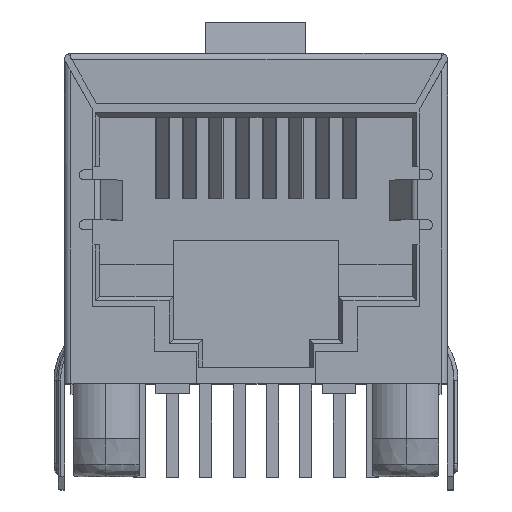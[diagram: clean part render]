
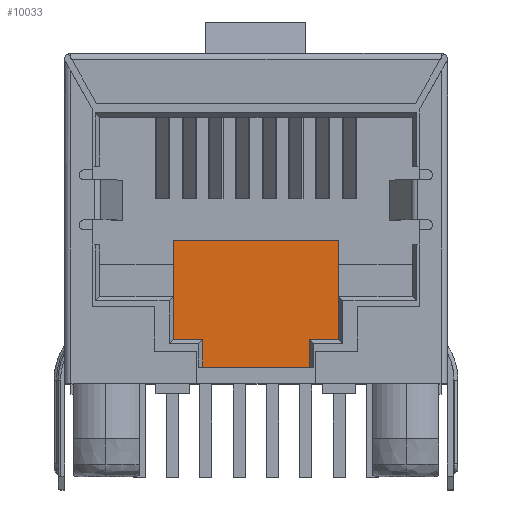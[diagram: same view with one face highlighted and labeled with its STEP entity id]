
A CAD part, top view. The second image highlights one B-rep face of the part: STEP entity #10033.
In plain terms, the highlighted planar face has unit normal (0, 0, 1).
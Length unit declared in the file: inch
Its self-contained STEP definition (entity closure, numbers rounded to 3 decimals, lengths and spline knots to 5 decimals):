
#103 = EDGE_CURVE ( 'NONE', #7712, #3121, #17200, .T. ) ;
#209 = EDGE_LOOP ( 'NONE', ( #13880, #10605, #400, #10656, #600, #16000, #17214, #3329 ) ) ;
#400 = ORIENTED_EDGE ( 'NONE', *, *, #13101, .T. ) ;
#600 = ORIENTED_EDGE ( 'NONE', *, *, #6547, .T. ) ;
#924 = DIRECTION ( 'NONE',  ( 0., 0., 1. ) ) ;
#1067 = DIRECTION ( 'NONE',  ( 0., 1., 0. ) ) ;
#2197 = CARTESIAN_POINT ( 'NONE',  ( 0.124, -0.1671, -0.12762 ) ) ;
#2340 = LINE ( 'NONE', #16397, #17414 ) ;
#2345 = VECTOR ( 'NONE', #8763, 39.37008 ) ;
#2628 = CARTESIAN_POINT ( 'NONE',  ( -0.23445, -0.09947, -0.12762 ) ) ;
#2874 = AXIS2_PLACEMENT_3D ( 'NONE', #6761, #924, #12631 ) ;
#3121 = VERTEX_POINT ( 'NONE', #2628 ) ;
#3329 = ORIENTED_EDGE ( 'NONE', *, *, #18169, .T. ) ;
#3420 = LINE ( 'NONE', #2197, #6817 ) ;
#3935 = EDGE_CURVE ( 'NONE', #3121, #5790, #18127, .T. ) ;
#4975 = LINE ( 'NONE', #16111, #11145 ) ;
#5790 = VERTEX_POINT ( 'NONE', #15516 ) ;
#5908 = DIRECTION ( 'NONE',  ( 0., -1., 0. ) ) ;
#6191 = VERTEX_POINT ( 'NONE', #9813 ) ;
#6462 = DIRECTION ( 'NONE',  ( 0., 1., 0. ) ) ;
#6547 = EDGE_CURVE ( 'NONE', #14181, #7712, #2340, .T. ) ;
#6761 = CARTESIAN_POINT ( 'NONE',  ( -0.23445, -0.1671, -0.12762 ) ) ;
#6817 = VECTOR ( 'NONE', #1067, 39.37008 ) ;
#7146 = DIRECTION ( 'NONE',  ( 1., 0., 0. ) ) ;
#7312 = EDGE_CURVE ( 'NONE', #6191, #12192, #13995, .T. ) ;
#7712 = VERTEX_POINT ( 'NONE', #12735 ) ;
#7868 = VECTOR ( 'NONE', #10829, 39.37008 ) ;
#8763 = DIRECTION ( 'NONE',  ( -1., 0., 0. ) ) ;
#8938 = CARTESIAN_POINT ( 'NONE',  ( -0.23445, -0.09947, -0.12762 ) ) ;
#8998 = FACE_OUTER_BOUND ( 'NONE', #209, .T. ) ;
#9196 = DIRECTION ( 'NONE',  ( -1., 0., 0. ) ) ;
#9813 = CARTESIAN_POINT ( 'NONE',  ( 0.225, -0.09947, -0.12762 ) ) ;
#10033 = ADVANCED_FACE ( 'NONE', ( #8998 ), #12515, .T. ) ;
#10317 = CARTESIAN_POINT ( 'NONE',  ( 0.225, -0.1671, -0.12762 ) ) ;
#10605 = ORIENTED_EDGE ( 'NONE', *, *, #7312, .T. ) ;
#10656 = ORIENTED_EDGE ( 'NONE', *, *, #11437, .T. ) ;
#10829 = DIRECTION ( 'NONE',  ( 0., -1., 0. ) ) ;
#11032 = LINE ( 'NONE', #12285, #18724 ) ;
#11145 = VECTOR ( 'NONE', #17770, 39.37008 ) ;
#11437 = EDGE_CURVE ( 'NONE', #17672, #14181, #4975, .T. ) ;
#11604 = VECTOR ( 'NONE', #7146, 39.37008 ) ;
#12192 = VERTEX_POINT ( 'NONE', #15085 ) ;
#12285 = CARTESIAN_POINT ( 'NONE',  ( 0.225, -0.1671, -0.12762 ) ) ;
#12515 = PLANE ( 'NONE',  #2874 ) ;
#12631 = DIRECTION ( 'NONE',  ( 1., 0., 0. ) ) ;
#12735 = CARTESIAN_POINT ( 'NONE',  ( -0.124, -0.09947, -0.12762 ) ) ;
#12899 = CARTESIAN_POINT ( 'NONE',  ( -0.23445, -0.1671, -0.12762 ) ) ;
#12909 = VERTEX_POINT ( 'NONE', #10317 ) ;
#13101 = EDGE_CURVE ( 'NONE', #12192, #17672, #3420, .T. ) ;
#13249 = CARTESIAN_POINT ( 'NONE',  ( 0.124, 0.02434, -0.12762 ) ) ;
#13880 = ORIENTED_EDGE ( 'NONE', *, *, #15513, .T. ) ;
#13995 = LINE ( 'NONE', #8938, #15367 ) ;
#14181 = VERTEX_POINT ( 'NONE', #15549 ) ;
#14466 = CARTESIAN_POINT ( 'NONE',  ( -0.23445, -0.09947, -0.12762 ) ) ;
#15085 = CARTESIAN_POINT ( 'NONE',  ( 0.124, -0.09947, -0.12762 ) ) ;
#15367 = VECTOR ( 'NONE', #9196, 39.37008 ) ;
#15513 = EDGE_CURVE ( 'NONE', #12909, #6191, #11032, .T. ) ;
#15516 = CARTESIAN_POINT ( 'NONE',  ( -0.23445, -0.1671, -0.12762 ) ) ;
#15549 = CARTESIAN_POINT ( 'NONE',  ( -0.124, 0.02434, -0.12762 ) ) ;
#16000 = ORIENTED_EDGE ( 'NONE', *, *, #103, .T. ) ;
#16111 = CARTESIAN_POINT ( 'NONE',  ( -0.23445, 0.02434, -0.12762 ) ) ;
#16397 = CARTESIAN_POINT ( 'NONE',  ( -0.124, -0.1671, -0.12762 ) ) ;
#16823 = CARTESIAN_POINT ( 'NONE',  ( -0.23445, -0.1671, -0.12762 ) ) ;
#17200 = LINE ( 'NONE', #14466, #2345 ) ;
#17214 = ORIENTED_EDGE ( 'NONE', *, *, #3935, .T. ) ;
#17414 = VECTOR ( 'NONE', #5908, 39.37008 ) ;
#17672 = VERTEX_POINT ( 'NONE', #13249 ) ;
#17770 = DIRECTION ( 'NONE',  ( -1., 0., 0. ) ) ;
#17980 = LINE ( 'NONE', #12899, #11604 ) ;
#18127 = LINE ( 'NONE', #16823, #7868 ) ;
#18169 = EDGE_CURVE ( 'NONE', #5790, #12909, #17980, .T. ) ;
#18724 = VECTOR ( 'NONE', #6462, 39.37008 ) ;
